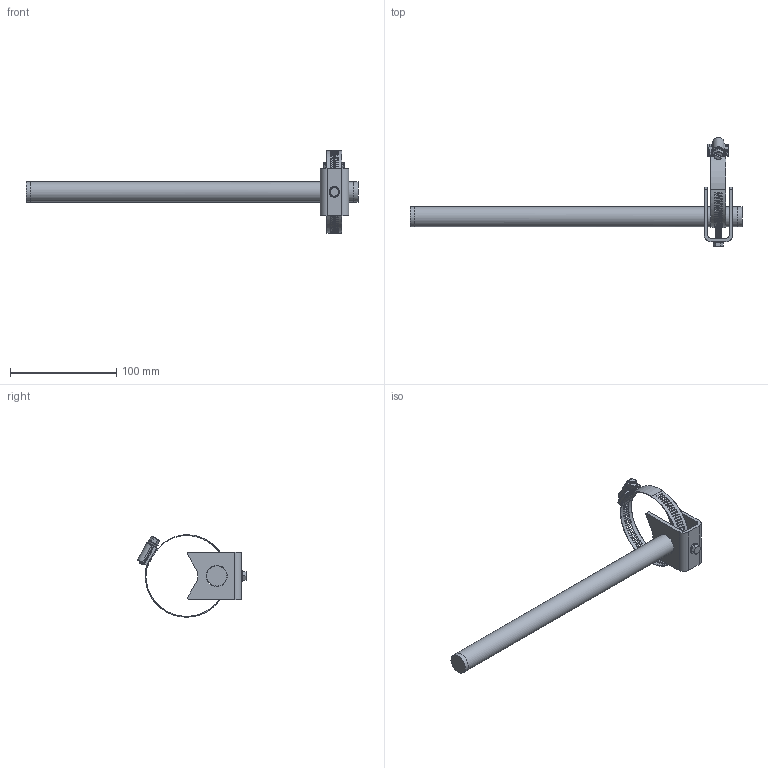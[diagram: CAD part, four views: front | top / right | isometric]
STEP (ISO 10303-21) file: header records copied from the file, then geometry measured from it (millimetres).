
FILE_DESCRIPTION(/* description */ (''),/* implementation_level */ '2;1');
FILE_NAME(/* name */ 'LA00044.stp',/* time_stamp */ '2018-03-05T15:42:46-05:00',/* author */ ('James'),/* organization */ (''),/* preprocessor_version */ 'ST-DEVELOPER v16.5',/* originating_system */ 'Autodesk Inventor 2017',/* authorisation */ '');
FILE_SCHEMA (('AUTOMOTIVE_DESIGN { 1 0 10303 214 3 1 1 }'));
Products named in the file (1): LA00044
Bounding box: 312.42 x 102.55 x 77.26 mm (x, y, z)
Volume: 31666.7 mm3; surface area: 55295.4 mm2
Topology: 2 solids, 4 shells, 605 faces, 1800 edges, 1201 vertices
Faces by surface type: bspline 237, plane 206, cylinder 92, cone 55, torus 10, sphere 5
Full cylindrical faces by diameter (mm): 4.763 x1, 5.156 x2, 5.294 x1, 5.3 x2, 10 x2, 10.356 x1, 16.561 x1, 19.05 x3, 19.812 x2
Entity records: 47242 total; most frequent: CARTESIAN_POINT 32579, ORIENTED_EDGE 3526, DIRECTION 2195, EDGE_CURVE 1761, VERTEX_POINT 1190, EDGE_LOOP 803, AXIS2_PLACEMENT_3D 782, B_SPLINE_CURVE_WITH_KNOTS 664
